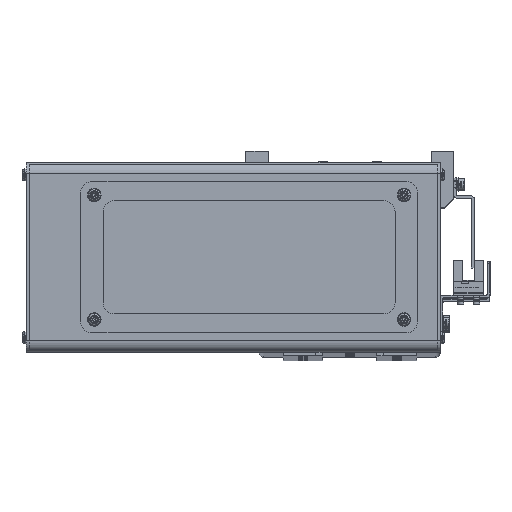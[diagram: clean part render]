
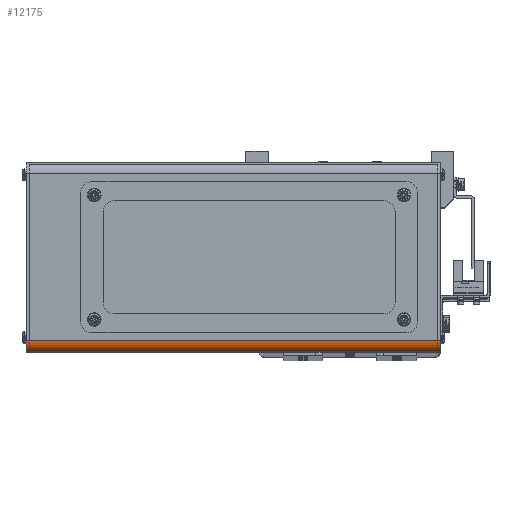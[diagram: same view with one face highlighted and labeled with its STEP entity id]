
A CAD part, top view. The second image highlights one B-rep face of the part: STEP entity #12175.
In plain terms, the highlighted cylindrical face has radius 5 mm (diameter 10 mm), a partial arc.
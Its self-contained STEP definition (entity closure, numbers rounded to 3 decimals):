
#1492 = AXIS2_PLACEMENT_3D ( 'NONE', #39249, #59071, #29600 ) ;
#2690 = DIRECTION ( 'NONE',  ( 0., 0., 1. ) ) ;
#3993 = DIRECTION ( 'NONE',  ( 0., 0., 1. ) ) ;
#4157 = DIRECTION ( 'NONE',  ( 1., 0., 0. ) ) ;
#4292 = VECTOR ( 'NONE', #2690, 1000. ) ;
#4546 = EDGE_LOOP ( 'NONE', ( #15519, #5483, #57586, #43037 ) ) ;
#4831 = DIRECTION ( 'NONE',  ( 1., 0., 0. ) ) ;
#5483 = ORIENTED_EDGE ( 'NONE', *, *, #50829, .F. ) ;
#5960 = VERTEX_POINT ( 'NONE', #46106 ) ;
#7227 = EDGE_CURVE ( 'NONE', #8574, #5960, #18343, .T. ) ;
#8574 = VERTEX_POINT ( 'NONE', #52587 ) ;
#9337 = CARTESIAN_POINT ( 'NONE',  ( 0., 5., 0. ) ) ;
#12175 = ADVANCED_FACE ( 'NONE', ( #46168 ), #18497, .T. ) ;
#14283 = EDGE_CURVE ( 'NONE', #5960, #45057, #17440, .T. ) ;
#15519 = ORIENTED_EDGE ( 'NONE', *, *, #22999, .F. ) ;
#17440 = LINE ( 'NONE', #32158, #4292 ) ;
#18343 = CIRCLE ( 'NONE', #39168, 5. ) ;
#18497 = CYLINDRICAL_SURFACE ( 'NONE', #1492, 5. ) ;
#18969 = AXIS2_PLACEMENT_3D ( 'NONE', #63103, #33628, #4157 ) ;
#22999 = EDGE_CURVE ( 'NONE', #62059, #45057, #60428, .T. ) ;
#29600 = DIRECTION ( 'NONE',  ( 1., 0., 0. ) ) ;
#32158 = CARTESIAN_POINT ( 'NONE',  ( 5., 0., -183. ) ) ;
#33477 = CARTESIAN_POINT ( 'NONE',  ( 5., 0., 0. ) ) ;
#33628 = DIRECTION ( 'NONE',  ( 0., 0., 1. ) ) ;
#34285 = DIRECTION ( 'NONE',  ( 0., 0., 1. ) ) ;
#39168 = AXIS2_PLACEMENT_3D ( 'NONE', #63771, #34285, #4831 ) ;
#39249 = CARTESIAN_POINT ( 'NONE',  ( 5., 5., -183. ) ) ;
#43037 = ORIENTED_EDGE ( 'NONE', *, *, #14283, .T. ) ;
#45057 = VERTEX_POINT ( 'NONE', #33477 ) ;
#45295 = LINE ( 'NONE', #62944, #55335 ) ;
#46106 = CARTESIAN_POINT ( 'NONE',  ( 5., 0., -183. ) ) ;
#46168 = FACE_OUTER_BOUND ( 'NONE', #4546, .T. ) ;
#50829 = EDGE_CURVE ( 'NONE', #8574, #62059, #45295, .T. ) ;
#52587 = CARTESIAN_POINT ( 'NONE',  ( 0., 5., -183. ) ) ;
#55335 = VECTOR ( 'NONE', #3993, 1000. ) ;
#57586 = ORIENTED_EDGE ( 'NONE', *, *, #7227, .T. ) ;
#59071 = DIRECTION ( 'NONE',  ( 0., 0., 1. ) ) ;
#60428 = CIRCLE ( 'NONE', #18969, 5. ) ;
#62059 = VERTEX_POINT ( 'NONE', #9337 ) ;
#62944 = CARTESIAN_POINT ( 'NONE',  ( 0., 5., -183. ) ) ;
#63103 = CARTESIAN_POINT ( 'NONE',  ( 5., 5., 0. ) ) ;
#63771 = CARTESIAN_POINT ( 'NONE',  ( 5., 5., -183. ) ) ;
